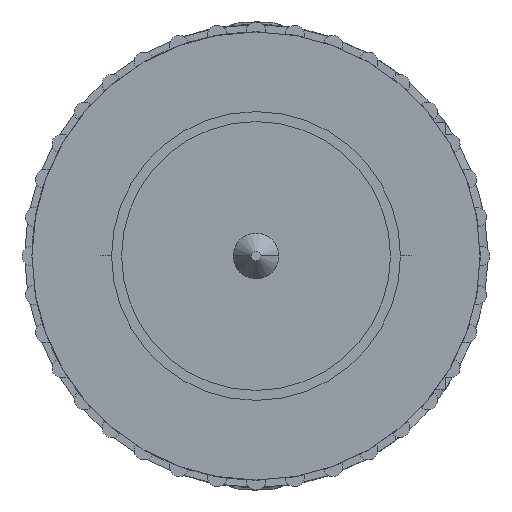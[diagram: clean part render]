
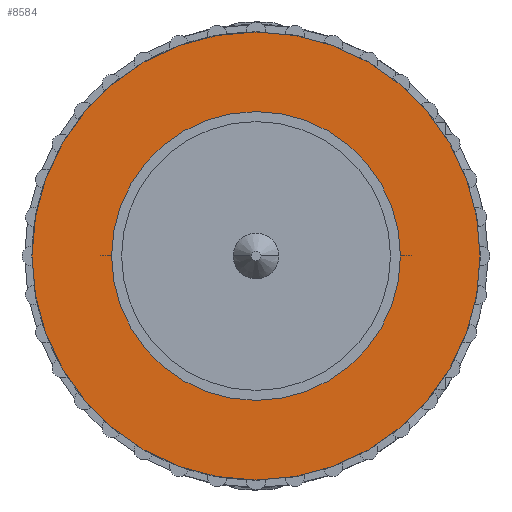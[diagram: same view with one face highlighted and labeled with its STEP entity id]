
A CAD part, front view. The second image highlights one B-rep face of the part: STEP entity #8584.
In plain terms, the highlighted planar face has unit normal (0, -1, 0).
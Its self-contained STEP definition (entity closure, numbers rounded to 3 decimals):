
#498 = EDGE_LOOP ( 'NONE', ( #3047, #9061 ) ) ;
#571 = AXIS2_PLACEMENT_3D ( 'NONE', #10349, #1357, #7002 ) ;
#742 = EDGE_CURVE ( 'NONE', #1538, #6444, #8919, .T. ) ;
#753 = CARTESIAN_POINT ( 'NONE',  ( 0., -20.838, 0. ) ) ;
#1185 = EDGE_LOOP ( 'NONE', ( #4114, #9059 ) ) ;
#1357 = DIRECTION ( 'NONE',  ( 0., 1., 0. ) ) ;
#1377 = DIRECTION ( 'NONE',  ( 0., 1., 0. ) ) ;
#1417 = CARTESIAN_POINT ( 'NONE',  ( 0., -20.838, 0. ) ) ;
#1428 = CARTESIAN_POINT ( 'NONE',  ( 0., -20.838, -2.9 ) ) ;
#1538 = VERTEX_POINT ( 'NONE', #6199 ) ;
#1914 = AXIS2_PLACEMENT_3D ( 'NONE', #2228, #1377, #5499 ) ;
#2082 = CARTESIAN_POINT ( 'NONE',  ( 0., -20.838, -4.5 ) ) ;
#2228 = CARTESIAN_POINT ( 'NONE',  ( 0., -20.838, 0. ) ) ;
#2231 = DIRECTION ( 'NONE',  ( 0., 0., -1. ) ) ;
#2566 = FACE_BOUND ( 'NONE', #1185, .T. ) ;
#2696 = EDGE_CURVE ( 'NONE', #6444, #1538, #3057, .T. ) ;
#3047 = ORIENTED_EDGE ( 'NONE', *, *, #2696, .F. ) ;
#3057 = CIRCLE ( 'NONE', #4839, 4.5 ) ;
#3076 = DIRECTION ( 'NONE',  ( 0., 1., 0. ) ) ;
#3122 = DIRECTION ( 'NONE',  ( 0., -1., 0. ) ) ;
#3704 = CARTESIAN_POINT ( 'NONE',  ( 0., -20.838, 0. ) ) ;
#4114 = ORIENTED_EDGE ( 'NONE', *, *, #7039, .F. ) ;
#4839 = AXIS2_PLACEMENT_3D ( 'NONE', #1417, #3076, #2231 ) ;
#5027 = EDGE_CURVE ( 'NONE', #9816, #9871, #7868, .T. ) ;
#5499 = DIRECTION ( 'NONE',  ( 0., 0., 1. ) ) ;
#5508 = CARTESIAN_POINT ( 'NONE',  ( 0., -20.838, 2.9 ) ) ;
#6199 = CARTESIAN_POINT ( 'NONE',  ( 0., -20.838, 4.5 ) ) ;
#6399 = DIRECTION ( 'NONE',  ( 0., 0., -1. ) ) ;
#6444 = VERTEX_POINT ( 'NONE', #2082 ) ;
#6450 = CIRCLE ( 'NONE', #9309, 2.9 ) ;
#6464 = AXIS2_PLACEMENT_3D ( 'NONE', #753, #3122, #6399 ) ;
#6857 = DIRECTION ( 'NONE',  ( 0., 0., -1. ) ) ;
#7002 = DIRECTION ( 'NONE',  ( 0., 0., -1. ) ) ;
#7039 = EDGE_CURVE ( 'NONE', #9871, #9816, #6450, .T. ) ;
#7385 = FACE_OUTER_BOUND ( 'NONE', #498, .T. ) ;
#7868 = CIRCLE ( 'NONE', #6464, 2.9 ) ;
#8584 = ADVANCED_FACE ( 'NONE', ( #7385, #2566 ), #10231, .F. ) ;
#8919 = CIRCLE ( 'NONE', #571, 4.5 ) ;
#9059 = ORIENTED_EDGE ( 'NONE', *, *, #5027, .F. ) ;
#9061 = ORIENTED_EDGE ( 'NONE', *, *, #742, .F. ) ;
#9309 = AXIS2_PLACEMENT_3D ( 'NONE', #3704, #10033, #6857 ) ;
#9816 = VERTEX_POINT ( 'NONE', #5508 ) ;
#9871 = VERTEX_POINT ( 'NONE', #1428 ) ;
#10033 = DIRECTION ( 'NONE',  ( 0., -1., 0. ) ) ;
#10231 = PLANE ( 'NONE',  #1914 ) ;
#10349 = CARTESIAN_POINT ( 'NONE',  ( 0., -20.838, 0. ) ) ;
